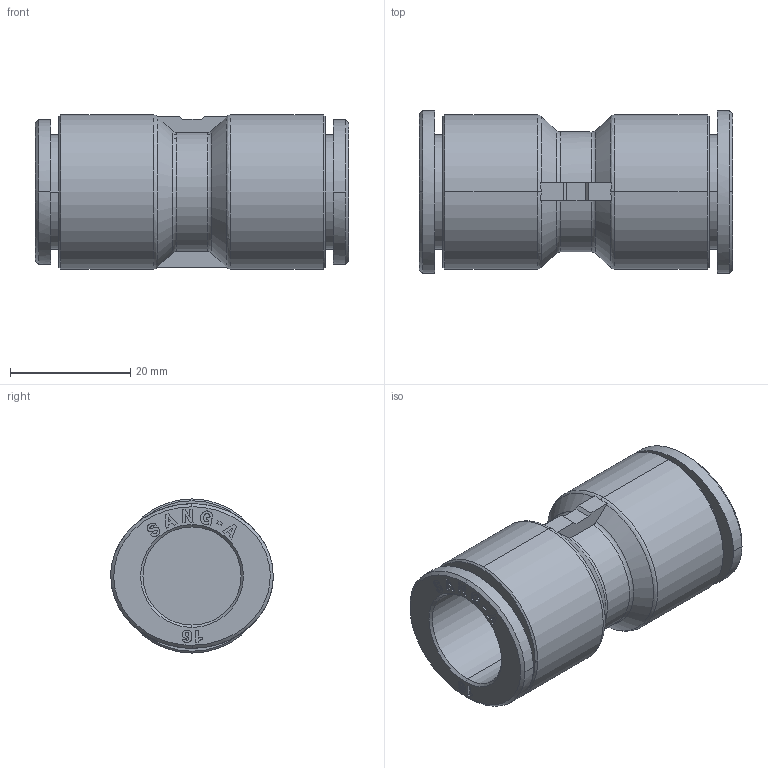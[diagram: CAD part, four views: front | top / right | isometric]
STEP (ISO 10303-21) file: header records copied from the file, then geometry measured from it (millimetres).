
FILE_DESCRIPTION (( 'STEP AP214' ), '1' );
FILE_NAME ('PUC16.stp', '2015-09-24T08:51:18', ( '' ), ( '' ), 'SwSTEP 2.0', 'SolidWorks 2015', '' );
FILE_SCHEMA (( 'AUTOMOTIVE_DESIGN' ));
Length unit declared in the file: millimetre
Products named in the file (2): PUC16; ｦ+ﾃｦ1
Assembly tree (1 placements, depth 2):
  PUC16
    ｦ+ﾃｦ1
Bounding box: 52 x 27 x 25.6 mm (x, y, z)
Volume: 13891.8 mm3; surface area: 8627.5 mm2
Topology: 1 solids, 1 shells, 487 faces, 1361 edges, 904 vertices
Faces by surface type: plane 374, bspline 64, cylinder 32, cone 12, torus 5
Entity records: 17994 total; most frequent: CARTESIAN_POINT 5600, ORIENTED_EDGE 2722, DIRECTION 2132, EDGE_CURVE 1361, VECTOR 1100, LINE 1100, VERTEX_POINT 904, AXIS2_PLACEMENT_3D 516
